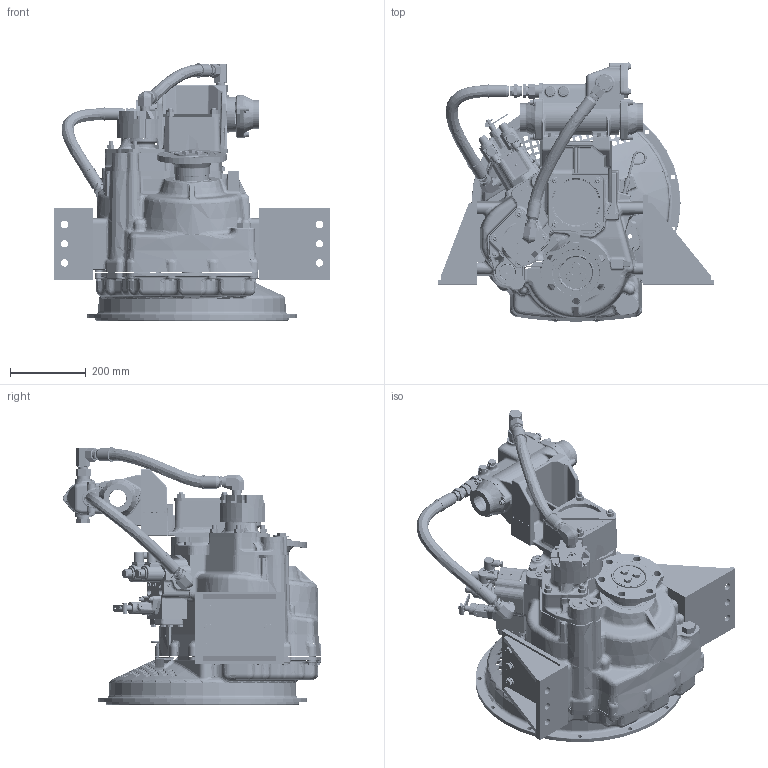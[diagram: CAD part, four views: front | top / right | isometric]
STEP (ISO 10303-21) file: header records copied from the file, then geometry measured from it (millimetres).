
FILE_DESCRIPTION (( 'STEP AP214' ), '1' );
FILE_NAME ('PX13290.STEP', '2014-05-05T13:19:33', ( 'Windows User' ), ( '' ), 'SwSTEP 2.0', 'SolidWorks 2010', '' );
FILE_SCHEMA (( 'AUTOMOTIVE_DESIGN' ));
Length unit declared in the file: millimetre
Products named in the file (1): PX13290
Bounding box: 730.25 x 683.69 x 679.46 mm (x, y, z)
Surface area: 2907625.7 mm2 (no closed solid volume)
Topology: 0 solids, 334 shells, 5012 faces, 17998 edges, 12760 vertices
Faces by surface type: plane 1683, cylinder 1146, bspline 1025, cone 524, torus 516, sphere 118
Entity records: 319501 total; most frequent: CARTESIAN_POINT 124906, ORIENTED_EDGE 27927, DIRECTION 26295, EDGE_CURVE 17828, VERTEX_POINT 12739, AXIS2_PLACEMENT_3D 10183, CIRCLE 6195, EDGE_LOOP 5958
